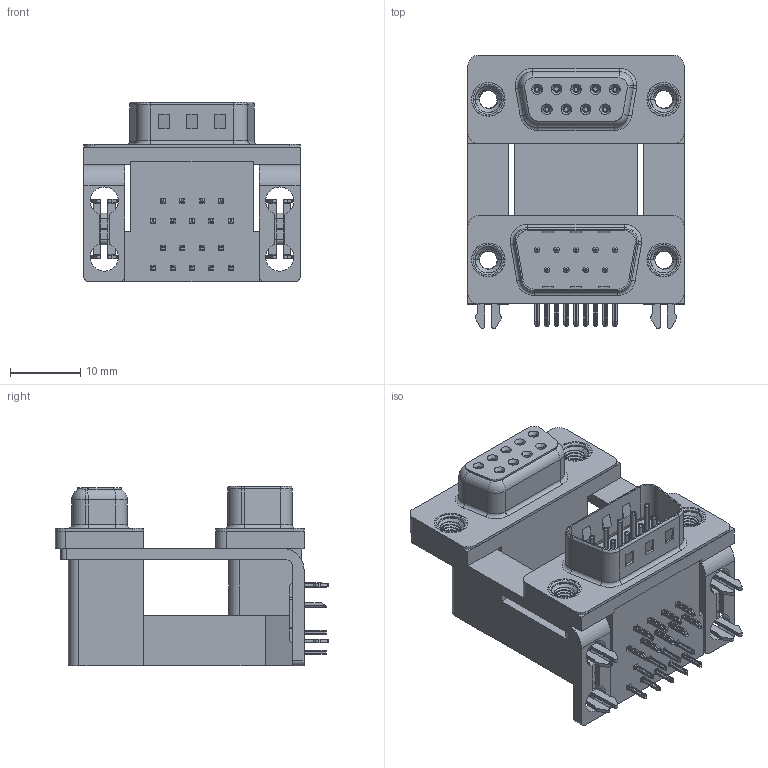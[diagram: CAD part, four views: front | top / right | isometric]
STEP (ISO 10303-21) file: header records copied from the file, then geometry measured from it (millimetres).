
FILE_DESCRIPTION (( 'STEP AP203' ), '1' );
FILE_NAME ('664-009-664-03C.STEP', '2022-06-21T01:13:12', ( '' ), ( '' ), 'SwSTEP 2.0', 'SolidWorks 2020', '' );
FILE_SCHEMA (( 'CONFIG_CONTROL_DESIGN' ));
Length unit declared in the file: millimetre
Products named in the file (13): 664 Contact Bottom Lower; 664 Housing Upper_09 Contacts H; 664 Housing Spacer_09 Contacts H; 664 Shell Receptacle_09 Contacts; 664 Shell Plug_09 Contacts; 664 Contact Top Upper_H; 664 2 Prong Board Lock_3; 664 Contact Top Lower; 664 Housing Lower_09 Contacts; 664-009-664-03C; 664 Contact Bottom Upper_H; 664 Threaded Rivet_M3; 664 Mounting Bracket_2ProngH
Assembly tree (31 placements, depth 2):
  664-009-664-03C
    664 Housing Lower_09 Contacts
    664 Housing Spacer_09 Contacts H
    664 Housing Upper_09 Contacts H
    664 Shell Plug_09 Contacts
    664 Shell Receptacle_09 Contacts
    664 Contact Bottom Lower  x4
    664 Contact Top Lower  x5
    664 Contact Bottom Upper_H  x4
    664 Contact Top Upper_H  x5
    664 Mounting Bracket_2ProngH  x2
    664 2 Prong Board Lock_3  x2
    664 Threaded Rivet_M3  x4
Bounding box: 30.81 x 38.91 x 25.6 mm (x, y, z)
Volume: 11310 mm3; surface area: 13309.9 mm2
Topology: 31 solids, 31 shells, 2685 faces, 6925 edges, 4349 vertices
Faces by surface type: plane 1365, cylinder 753, bspline 320, cone 124, torus 123
Entity records: 39798 total; most frequent: CARTESIAN_POINT 11268, ORIENTED_EDGE 5644, DIRECTION 5325, EDGE_CURVE 2822, VECTOR 1845, LINE 1845, VERTEX_POINT 1797, AXIS2_PLACEMENT_3D 1740
